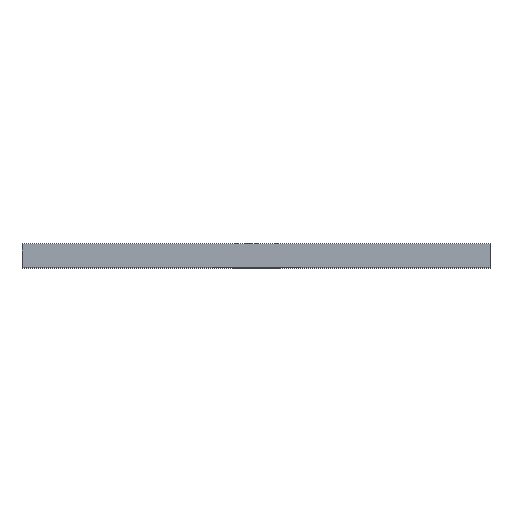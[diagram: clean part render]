
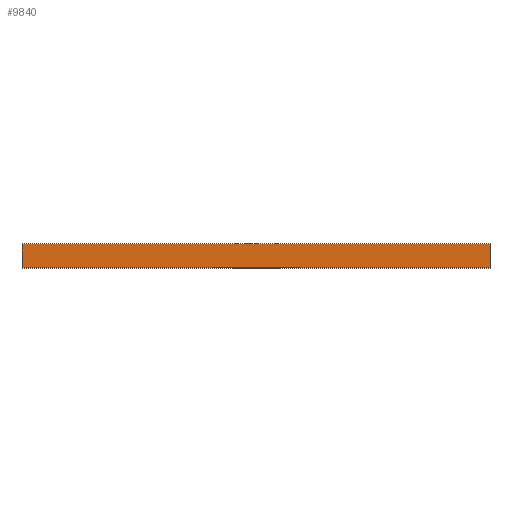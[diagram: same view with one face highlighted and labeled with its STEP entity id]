
A CAD part, top view. The second image highlights one B-rep face of the part: STEP entity #9840.
In plain terms, the highlighted planar face has unit normal (0, 0, 1).
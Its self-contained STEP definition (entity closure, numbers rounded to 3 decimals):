
#465=PLANE('',#10441);
#1732=LINE('',#15651,#3004);
#1736=LINE('',#15697,#3008);
#1737=LINE('',#15700,#3009);
#1738=LINE('',#15701,#3010);
#3004=VECTOR('',#12818,100.);
#3008=VECTOR('',#12902,5.);
#3009=VECTOR('',#12905,100.);
#3010=VECTOR('',#12906,5.);
#3589=FACE_OUTER_BOUND('',#4157,.T.);
#4157=EDGE_LOOP('',(#9245,#9246,#9247,#9248));
#5184=VERTEX_POINT('',#15648);
#5185=VERTEX_POINT('',#15650);
#5187=VERTEX_POINT('',#15695);
#5188=VERTEX_POINT('',#15699);
#6548=EDGE_CURVE('',#5184,#5185,#1732,.T.);
#6552=EDGE_CURVE('',#5184,#5187,#1736,.T.);
#6553=EDGE_CURVE('',#5188,#5187,#1737,.T.);
#6554=EDGE_CURVE('',#5185,#5188,#1738,.T.);
#9245=ORIENTED_EDGE('',*,*,#6548,.F.);
#9246=ORIENTED_EDGE('',*,*,#6552,.T.);
#9247=ORIENTED_EDGE('',*,*,#6553,.F.);
#9248=ORIENTED_EDGE('',*,*,#6554,.F.);
#9840=ADVANCED_FACE('',(#3589),#465,.T.);
#10441=AXIS2_PLACEMENT_3D('',#15698,#12903,#12904);
#12818=DIRECTION('',(-1.,0.,0.));
#12902=DIRECTION('',(0.,1.,0.));
#12903=DIRECTION('center_axis',(0.,0.,1.));
#12904=DIRECTION('ref_axis',(1.,0.,0.));
#12905=DIRECTION('',(1.,0.,0.));
#12906=DIRECTION('',(0.,1.,0.));
#15648=CARTESIAN_POINT('',(0.,0.,100.));
#15650=CARTESIAN_POINT('',(-100.,0.,100.));
#15651=CARTESIAN_POINT('',(0.,0.,100.));
#15695=CARTESIAN_POINT('',(0.,5.,100.));
#15697=CARTESIAN_POINT('',(0.,0.,100.));
#15698=CARTESIAN_POINT('Origin',(-100.,0.,100.));
#15699=CARTESIAN_POINT('',(-100.,5.,100.));
#15700=CARTESIAN_POINT('',(0.,5.,100.));
#15701=CARTESIAN_POINT('',(-100.,0.,100.));
